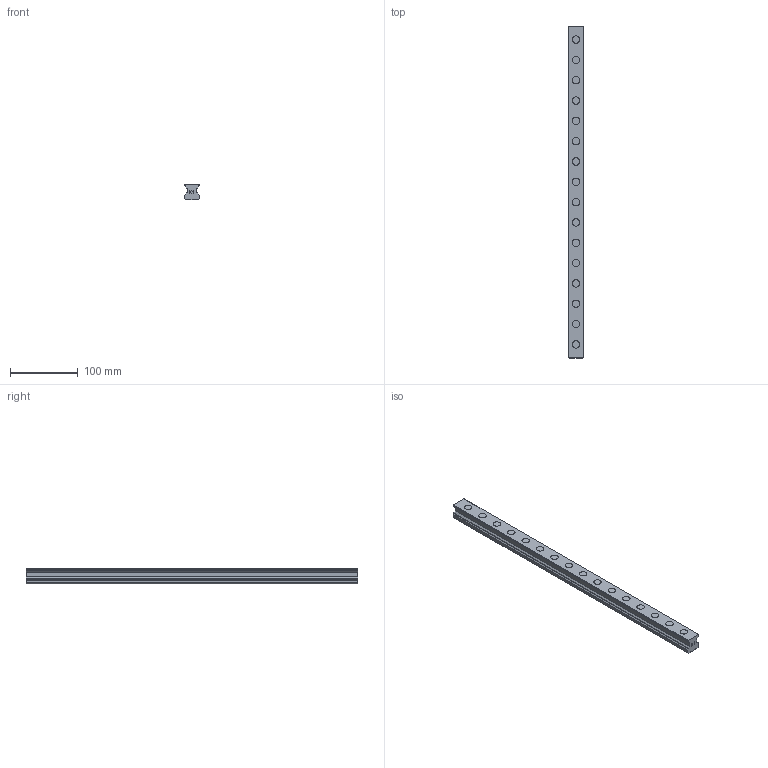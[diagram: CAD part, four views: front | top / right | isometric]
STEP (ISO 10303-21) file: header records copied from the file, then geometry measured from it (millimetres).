
FILE_DESCRIPTION(('STEP AP214'),'1');
FILE_NAME('cctmp_9718D7CA-A744-4EC3-89AE-A4E6800647CD_2021_03_11_09_29_17_0145..stp','2021-03-11T08:29:17',('HIWIN GmbH'),('CADClick - www.CADClick.com'),'Spatial InterOp 3D',' ','unknown authorization');
FILE_SCHEMA(('AUTOMOTIVE_DESIGN'));
Length unit declared in the file: millimetre
Products named in the file (1): RGR25R490H_FILE
Bounding box: 23 x 490 x 23.6 mm (x, y, z)
Volume: 196942.7 mm3; surface area: 61312.6 mm2
Topology: 1 solids, 1 shells, 261 faces, 621 edges, 414 vertices
Faces by surface type: plane 147, cylinder 114
Entity records: 9715 total; most frequent: DIRECTION 1373, CARTESIAN_POINT 1297, ORIENTED_EDGE 1242, EDGE_CURVE 621, AXIS2_PLACEMENT_3D 490, VERTEX_POINT 414, LINE 393, VECTOR 393
